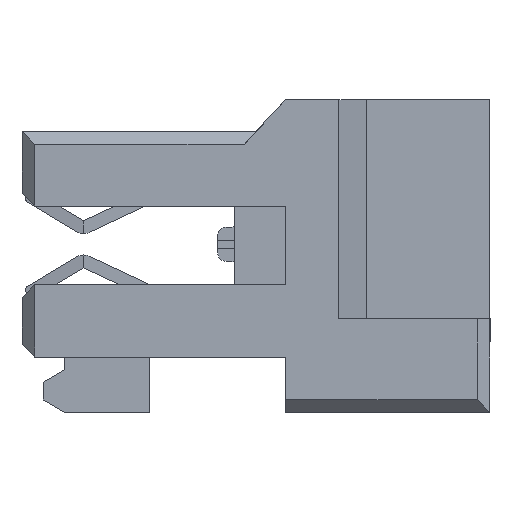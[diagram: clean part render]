
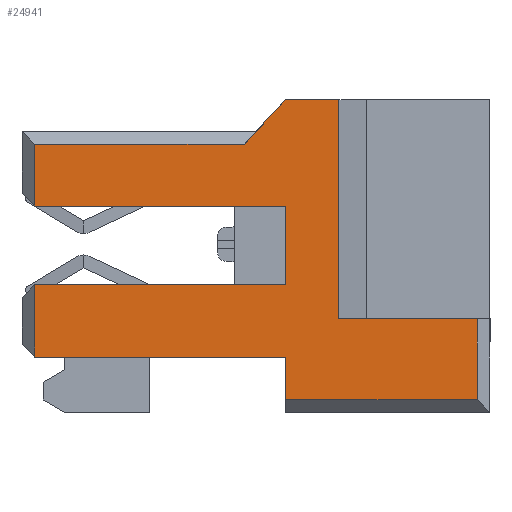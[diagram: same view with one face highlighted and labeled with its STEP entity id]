
A CAD part, left-side view. The second image highlights one B-rep face of the part: STEP entity #24941.
In plain terms, the highlighted face is planar.
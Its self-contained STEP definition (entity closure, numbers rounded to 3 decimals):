
#1564=ORIENTED_EDGE('',*,*,#6827,.T.);
#1565=ORIENTED_EDGE('',*,*,#6634,.T.);
#1566=ORIENTED_EDGE('',*,*,#7004,.T.);
#1567=ORIENTED_EDGE('',*,*,#7005,.T.);
#1568=ORIENTED_EDGE('',*,*,#6789,.T.);
#1569=ORIENTED_EDGE('',*,*,#6784,.T.);
#1570=ORIENTED_EDGE('',*,*,#7006,.T.);
#1571=ORIENTED_EDGE('',*,*,#7007,.T.);
#1572=ORIENTED_EDGE('',*,*,#7008,.T.);
#1573=ORIENTED_EDGE('',*,*,#7009,.T.);
#1574=ORIENTED_EDGE('',*,*,#6630,.T.);
#1575=ORIENTED_EDGE('',*,*,#6627,.T.);
#1576=ORIENTED_EDGE('',*,*,#6825,.T.);
#1577=ORIENTED_EDGE('',*,*,#7010,.T.);
#6627=EDGE_CURVE('',#9401,#9403,#11240,.T.);
#6630=EDGE_CURVE('',#9404,#9401,#11243,.T.);
#6634=EDGE_CURVE('',#9407,#9409,#11247,.T.);
#6784=EDGE_CURVE('',#9520,#9518,#11371,.T.);
#6789=EDGE_CURVE('',#9522,#9520,#11376,.T.);
#6825=EDGE_CURVE('',#9403,#9551,#11409,.T.);
#6827=EDGE_CURVE('',#9553,#9407,#11411,.T.);
#7004=EDGE_CURVE('',#9409,#9706,#11588,.T.);
#7005=EDGE_CURVE('',#9706,#9522,#11589,.T.);
#7006=EDGE_CURVE('',#9518,#9707,#11590,.T.);
#7007=EDGE_CURVE('',#9707,#9708,#11591,.T.);
#7008=EDGE_CURVE('',#9708,#9709,#11592,.T.);
#7009=EDGE_CURVE('',#9709,#9404,#11593,.T.);
#7010=EDGE_CURVE('',#9551,#9553,#11594,.T.);
#9401=VERTEX_POINT('',#32984);
#9403=VERTEX_POINT('',#32988);
#9404=VERTEX_POINT('',#32992);
#9407=VERTEX_POINT('',#32999);
#9409=VERTEX_POINT('',#33003);
#9518=VERTEX_POINT('',#33312);
#9520=VERTEX_POINT('',#33315);
#9522=VERTEX_POINT('',#33321);
#9551=VERTEX_POINT('',#33395);
#9553=VERTEX_POINT('',#33401);
#9706=VERTEX_POINT('',#33736);
#9707=VERTEX_POINT('',#33739);
#9708=VERTEX_POINT('',#33741);
#9709=VERTEX_POINT('',#33743);
#11240=LINE('',#32989,#13447);
#11243=LINE('',#32995,#13450);
#11247=LINE('',#33004,#13454);
#11371=LINE('',#33314,#13578);
#11376=LINE('',#33324,#13583);
#11409=LINE('',#33396,#13616);
#11411=LINE('',#33400,#13618);
#11588=LINE('',#33735,#13795);
#11589=LINE('',#33737,#13796);
#11590=LINE('',#33738,#13797);
#11591=LINE('',#33740,#13798);
#11592=LINE('',#33742,#13799);
#11593=LINE('',#33744,#13800);
#11594=LINE('',#33745,#13801);
#13447=VECTOR('',#27587,1000.);
#13450=VECTOR('',#27592,1000.);
#13454=VECTOR('',#27598,1000.);
#13578=VECTOR('',#27874,1000.);
#13583=VECTOR('',#27881,1000.);
#13616=VECTOR('',#27936,1000.);
#13618=VECTOR('',#27940,1000.);
#13795=VECTOR('',#28127,1000.);
#13796=VECTOR('',#28128,1000.);
#13797=VECTOR('',#28129,1000.);
#13798=VECTOR('',#28130,1000.);
#13799=VECTOR('',#28131,1000.);
#13800=VECTOR('',#28132,1000.);
#13801=VECTOR('',#28133,1000.);
#15583=EDGE_LOOP('',(#1564,#1565,#1566,#1567,#1568,#1569,#1570,#1571,#1572,
#1573,#1574,#1575,#1576,#1577));
#16630=FACE_BOUND('',#15583,.T.);
#17647=PLANE('',#25936);
#24941=ADVANCED_FACE('',(#16630),#17647,.F.);
#25936=AXIS2_PLACEMENT_3D('',#33734,#28125,#28126);
#27587=DIRECTION('',(0.,0.,-1.));
#27592=DIRECTION('',(0.,-1.,0.));
#27598=DIRECTION('',(0.,0.,-1.));
#27874=DIRECTION('',(0.,0.,1.));
#27881=DIRECTION('',(0.,1.,0.));
#27936=DIRECTION('',(0.,1.,0.));
#27940=DIRECTION('',(0.,-1.,0.));
#28125=DIRECTION('',(-1.,0.,0.));
#28126=DIRECTION('',(0.,0.,1.));
#28127=DIRECTION('',(0.,1.,0.));
#28128=DIRECTION('',(0.,0.,-1.));
#28129=DIRECTION('',(0.,-1.,0.));
#28130=DIRECTION('',(0.,0.,1.));
#28131=DIRECTION('',(0.,-1.,0.));
#28132=DIRECTION('',(0.,-0.682,-0.731));
#28133=DIRECTION('',(0.,0.,-1.));
#32984=CARTESIAN_POINT('',(10.,0.3,2.625));
#32988=CARTESIAN_POINT('',(10.,0.3,1.175));
#32989=CARTESIAN_POINT('',(10.,0.3,3.675));
#32992=CARTESIAN_POINT('',(10.,5.22,2.625));
#32995=CARTESIAN_POINT('',(10.,11.,2.625));
#32999=CARTESIAN_POINT('',(10.,0.3,-0.675));
#33003=CARTESIAN_POINT('',(10.,0.3,-2.375));
#33004=CARTESIAN_POINT('',(10.,0.3,3.675));
#33312=CARTESIAN_POINT('',(10.,10.7,-1.475));
#33314=CARTESIAN_POINT('',(10.,10.7,-1.475));
#33315=CARTESIAN_POINT('',(10.,10.7,-3.375));
#33321=CARTESIAN_POINT('',(10.,6.2,-3.375));
#33324=CARTESIAN_POINT('',(10.,11.,-3.375));
#33395=CARTESIAN_POINT('',(10.,6.2,1.175));
#33396=CARTESIAN_POINT('',(10.,0.,1.175));
#33400=CARTESIAN_POINT('',(10.,6.2,-0.675));
#33401=CARTESIAN_POINT('',(10.,6.2,-0.675));
#33734=CARTESIAN_POINT('',(10.,11.,3.675));
#33735=CARTESIAN_POINT('',(10.,0.,-2.375));
#33736=CARTESIAN_POINT('',(10.,6.2,-2.375));
#33737=CARTESIAN_POINT('',(10.,6.2,-2.375));
#33738=CARTESIAN_POINT('',(10.,11.,-1.475));
#33739=CARTESIAN_POINT('',(10.,7.45,-1.475));
#33740=CARTESIAN_POINT('',(10.,7.45,-1.475));
#33741=CARTESIAN_POINT('',(10.,7.45,3.675));
#33742=CARTESIAN_POINT('',(10.,11.,3.675));
#33743=CARTESIAN_POINT('',(10.,6.2,3.675));
#33744=CARTESIAN_POINT('',(10.,6.2,3.675));
#33745=CARTESIAN_POINT('',(10.,6.2,1.175));
